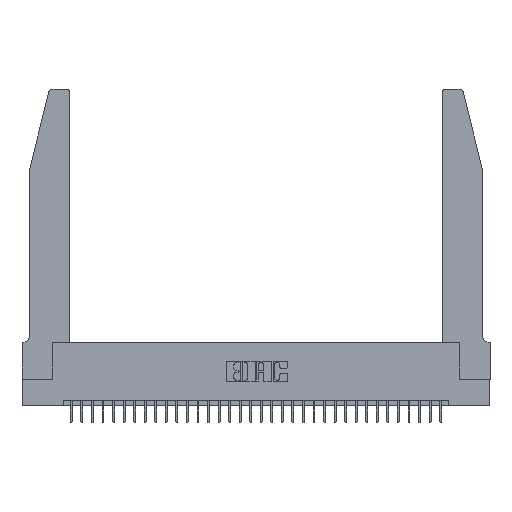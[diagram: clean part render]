
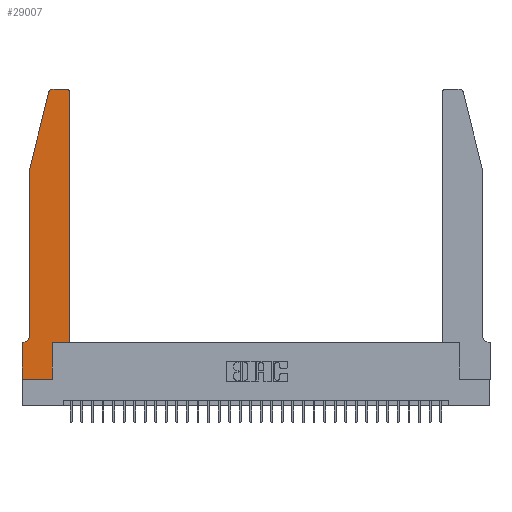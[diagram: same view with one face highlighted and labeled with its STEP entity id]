
A CAD part, top view. The second image highlights one B-rep face of the part: STEP entity #29007.
In plain terms, the highlighted planar face has unit normal (0, 0, 1).
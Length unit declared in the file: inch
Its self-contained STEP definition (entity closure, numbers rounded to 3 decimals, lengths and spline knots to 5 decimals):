
#147 = DIRECTION ( 'NONE',  ( 0., -1., 0. ) ) ;
#460 = ORIENTED_EDGE ( 'NONE', *, *, #7137, .T. ) ;
#533 = DIRECTION ( 'NONE',  ( -1., 0., 0. ) ) ;
#551 = DIRECTION ( 'NONE',  ( -0.239, -0.971, 0. ) ) ;
#917 = ORIENTED_EDGE ( 'NONE', *, *, #2995, .T. ) ;
#1147 = AXIS2_PLACEMENT_3D ( 'NONE', #28320, #12704, #30893 ) ;
#1462 = DIRECTION ( 'NONE',  ( 0., -1., 0. ) ) ;
#1578 = VERTEX_POINT ( 'NONE', #33216 ) ;
#1628 = CARTESIAN_POINT ( 'NONE',  ( 0.284, 2.72, 0.37 ) ) ;
#1849 = LINE ( 'NONE', #4670, #28903 ) ;
#1986 = EDGE_CURVE ( 'NONE', #24547, #28355, #6541, .T. ) ;
#2243 = CARTESIAN_POINT ( 'NONE',  ( 0.4505, 0.35, 0.37 ) ) ;
#2788 = LINE ( 'NONE', #21621, #8991 ) ;
#2811 = FACE_OUTER_BOUND ( 'NONE', #30869, .T. ) ;
#2995 = EDGE_CURVE ( 'NONE', #29428, #17151, #31783, .T. ) ;
#3341 = EDGE_CURVE ( 'NONE', #12741, #26654, #1849, .T. ) ;
#4190 = CARTESIAN_POINT ( 'NONE',  ( 0.4505, 2.72, 0.37 ) ) ;
#4290 = DIRECTION ( 'NONE',  ( 1., 0., 0. ) ) ;
#4670 = CARTESIAN_POINT ( 'NONE',  ( 0.4505, 0.35, 0.37 ) ) ;
#5563 = DIRECTION ( 'NONE',  ( 0., 0., 1. ) ) ;
#5852 = CARTESIAN_POINT ( 'NONE',  ( 0.2865, 0.35, 0.37 ) ) ;
#6211 = CARTESIAN_POINT ( 'NONE',  ( 0.0755, 2., 0.37 ) ) ;
#6306 = ORIENTED_EDGE ( 'NONE', *, *, #32859, .T. ) ;
#6541 = LINE ( 'NONE', #32603, #19631 ) ;
#6584 = EDGE_CURVE ( 'NONE', #17151, #17720, #31902, .T. ) ;
#7137 = EDGE_CURVE ( 'NONE', #28355, #1578, #7823, .T. ) ;
#7340 = DIRECTION ( 'NONE',  ( 0., 1., 0. ) ) ;
#7823 = LINE ( 'NONE', #5852, #27837 ) ;
#7840 = VERTEX_POINT ( 'NONE', #16450 ) ;
#8525 = DIRECTION ( 'NONE',  ( 0., 1., 0. ) ) ;
#8834 = AXIS2_PLACEMENT_3D ( 'NONE', #31896, #16304, #533 ) ;
#8991 = VECTOR ( 'NONE', #29470, 39.37008 ) ;
#9259 = DIRECTION ( 'NONE',  ( 1., 0., 0. ) ) ;
#9833 = AXIS2_PLACEMENT_3D ( 'NONE', #21257, #5563, #23869 ) ;
#10414 = CARTESIAN_POINT ( 'NONE',  ( 0.25487, 2.72718, 0.37 ) ) ;
#12074 = VECTOR ( 'NONE', #551, 39.37008 ) ;
#12290 = CARTESIAN_POINT ( 'NONE',  ( 0.2865, 0., 0.37 ) ) ;
#12704 = DIRECTION ( 'NONE',  ( 0., 0., 1. ) ) ;
#12741 = VERTEX_POINT ( 'NONE', #30491 ) ;
#13136 = CARTESIAN_POINT ( 'NONE',  ( 0.0755, 0.35, 0.37 ) ) ;
#13386 = EDGE_CURVE ( 'NONE', #7840, #30257, #18895, .T. ) ;
#13719 = CARTESIAN_POINT ( 'NONE',  ( 0.0755, 2., 0.37 ) ) ;
#14105 = ORIENTED_EDGE ( 'NONE', *, *, #3341, .T. ) ;
#14539 = ORIENTED_EDGE ( 'NONE', *, *, #29546, .T. ) ;
#15051 = EDGE_CURVE ( 'NONE', #26844, #7840, #2788, .T. ) ;
#15179 = PLANE ( 'NONE',  #1147 ) ;
#15723 = ORIENTED_EDGE ( 'NONE', *, *, #30334, .T. ) ;
#16109 = ORIENTED_EDGE ( 'NONE', *, *, #33862, .T. ) ;
#16304 = DIRECTION ( 'NONE',  ( 0., 0., -1. ) ) ;
#16450 = CARTESIAN_POINT ( 'NONE',  ( 0.284, 2.75, 0.37 ) ) ;
#16558 = ORIENTED_EDGE ( 'NONE', *, *, #6584, .T. ) ;
#16650 = CIRCLE ( 'NONE', #9833, 0.03 ) ;
#17151 = VERTEX_POINT ( 'NONE', #33910 ) ;
#17720 = VERTEX_POINT ( 'NONE', #30923 ) ;
#17722 = DIRECTION ( 'NONE',  ( 1., 0., 0. ) ) ;
#17965 = CARTESIAN_POINT ( 'NONE',  ( 0., 0.35, 0.37 ) ) ;
#18895 = CIRCLE ( 'NONE', #29825, 0.03 ) ;
#19631 = VECTOR ( 'NONE', #9259, 39.37008 ) ;
#19982 = DIRECTION ( 'NONE',  ( 0., 0., 1. ) ) ;
#20405 = LINE ( 'NONE', #32791, #33429 ) ;
#21192 = CARTESIAN_POINT ( 'NONE',  ( 0.0755, 2., 0.37 ) ) ;
#21257 = CARTESIAN_POINT ( 'NONE',  ( 0.4205, 2.72, 0.37 ) ) ;
#21621 = CARTESIAN_POINT ( 'NONE',  ( 0.2605, 2.75, 0.37 ) ) ;
#22608 = LINE ( 'NONE', #2243, #28735 ) ;
#23869 = DIRECTION ( 'NONE',  ( 1., 0., 0. ) ) ;
#23911 = ORIENTED_EDGE ( 'NONE', *, *, #13386, .T. ) ;
#24441 = VERTEX_POINT ( 'NONE', #17965 ) ;
#24547 = VERTEX_POINT ( 'NONE', #28804 ) ;
#25086 = LINE ( 'NONE', #13136, #31178 ) ;
#25821 = CARTESIAN_POINT ( 'NONE',  ( 0.4205, 2.75, 0.37 ) ) ;
#26654 = VERTEX_POINT ( 'NONE', #4190 ) ;
#26759 = ORIENTED_EDGE ( 'NONE', *, *, #15051, .T. ) ;
#26795 = ORIENTED_EDGE ( 'NONE', *, *, #33309, .T. ) ;
#26844 = VERTEX_POINT ( 'NONE', #25821 ) ;
#27837 = VECTOR ( 'NONE', #8525, 39.37008 ) ;
#28320 = CARTESIAN_POINT ( 'NONE',  ( 0., 0.35, 0.37 ) ) ;
#28355 = VERTEX_POINT ( 'NONE', #12290 ) ;
#28735 = VECTOR ( 'NONE', #17722, 39.37008 ) ;
#28736 = DIRECTION ( 'NONE',  ( -1., 0., 0. ) ) ;
#28804 = CARTESIAN_POINT ( 'NONE',  ( 0., 0., 0.37 ) ) ;
#28903 = VECTOR ( 'NONE', #7340, 39.37008 ) ;
#29007 = ADVANCED_FACE ( 'NONE', ( #2811 ), #15179, .T. ) ;
#29428 = VERTEX_POINT ( 'NONE', #6211 ) ;
#29470 = DIRECTION ( 'NONE',  ( -1., 0., 0. ) ) ;
#29546 = EDGE_CURVE ( 'NONE', #24441, #24547, #20405, .T. ) ;
#29563 = ORIENTED_EDGE ( 'NONE', *, *, #1986, .T. ) ;
#29825 = AXIS2_PLACEMENT_3D ( 'NONE', #1628, #19982, #4290 ) ;
#30257 = VERTEX_POINT ( 'NONE', #10414 ) ;
#30334 = EDGE_CURVE ( 'NONE', #26654, #26844, #16650, .T. ) ;
#30491 = CARTESIAN_POINT ( 'NONE',  ( 0.4505, 0.35, 0.37 ) ) ;
#30869 = EDGE_LOOP ( 'NONE', ( #26759, #23911, #6306, #917, #16558, #26795, #14539, #29563, #460, #16109, #14105, #15723 ) ) ;
#30893 = DIRECTION ( 'NONE',  ( 1., 0., 0. ) ) ;
#30923 = CARTESIAN_POINT ( 'NONE',  ( 0.0055, 0.35, 0.37 ) ) ;
#30977 = VECTOR ( 'NONE', #147, 39.37008 ) ;
#31178 = VECTOR ( 'NONE', #28736, 39.37008 ) ;
#31783 = LINE ( 'NONE', #21192, #30977 ) ;
#31896 = CARTESIAN_POINT ( 'NONE',  ( 0.0055, 0.42, 0.37 ) ) ;
#31902 = CIRCLE ( 'NONE', #8834, 0.07 ) ;
#32020 = LINE ( 'NONE', #13719, #12074 ) ;
#32603 = CARTESIAN_POINT ( 'NONE',  ( 0., 0., 0.37 ) ) ;
#32791 = CARTESIAN_POINT ( 'NONE',  ( 0., 0., 0.37 ) ) ;
#32859 = EDGE_CURVE ( 'NONE', #30257, #29428, #32020, .T. ) ;
#33216 = CARTESIAN_POINT ( 'NONE',  ( 0.2865, 0.35, 0.37 ) ) ;
#33309 = EDGE_CURVE ( 'NONE', #17720, #24441, #25086, .T. ) ;
#33429 = VECTOR ( 'NONE', #1462, 39.37008 ) ;
#33862 = EDGE_CURVE ( 'NONE', #1578, #12741, #22608, .T. ) ;
#33910 = CARTESIAN_POINT ( 'NONE',  ( 0.0755, 0.42, 0.37 ) ) ;
